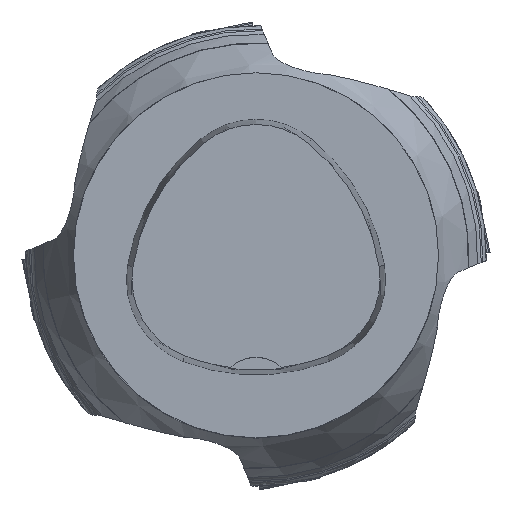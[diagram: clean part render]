
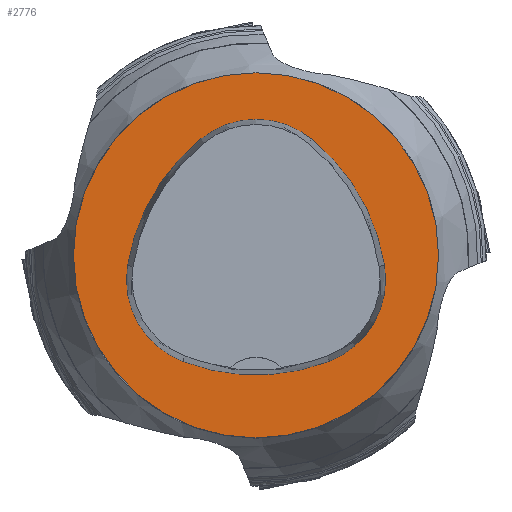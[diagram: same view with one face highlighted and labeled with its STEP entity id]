
A CAD part, top view. The second image highlights one B-rep face of the part: STEP entity #2776.
In plain terms, the highlighted planar face has unit normal (0, 0, 1).
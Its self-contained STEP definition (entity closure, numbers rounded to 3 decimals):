
#1285=FACE_BOUND('',#6690,.T.);
#1286=FACE_BOUND('',#6691,.T.);
#2776=ADVANCED_FACE('',(#1285,#1286),#4221,.T.);
#4221=PLANE('',#30022);
#6690=EDGE_LOOP('',(#12809,#12810,#12811,#12812,#12813,#12814));
#6691=EDGE_LOOP('',(#12815));
#9606=CIRCLE('',#29999,28.);
#9607=CIRCLE('',#30001,12.);
#9608=CIRCLE('',#30003,28.);
#9609=CIRCLE('',#30005,12.);
#9610=CIRCLE('',#30007,28.);
#9611=CIRCLE('',#30009,12.);
#9612=CIRCLE('',#30021,25.);
#12809=ORIENTED_EDGE('',*,*,#23247,.T.);
#12810=ORIENTED_EDGE('',*,*,#23245,.T.);
#12811=ORIENTED_EDGE('',*,*,#23243,.T.);
#12812=ORIENTED_EDGE('',*,*,#23241,.T.);
#12813=ORIENTED_EDGE('',*,*,#23239,.T.);
#12814=ORIENTED_EDGE('',*,*,#23237,.T.);
#12815=ORIENTED_EDGE('',*,*,#23260,.F.);
#20161=VERTEX_POINT('',#46998);
#20162=VERTEX_POINT('',#47000);
#20163=VERTEX_POINT('',#47004);
#20164=VERTEX_POINT('',#47008);
#20165=VERTEX_POINT('',#47012);
#20166=VERTEX_POINT('',#47016);
#20175=VERTEX_POINT('',#47048);
#23237=EDGE_CURVE('',#20162,#20161,#9606,.T.);
#23239=EDGE_CURVE('',#20163,#20162,#9607,.T.);
#23241=EDGE_CURVE('',#20164,#20163,#9608,.T.);
#23243=EDGE_CURVE('',#20165,#20164,#9609,.T.);
#23245=EDGE_CURVE('',#20166,#20165,#9610,.T.);
#23247=EDGE_CURVE('',#20161,#20166,#9611,.T.);
#23260=EDGE_CURVE('',#20175,#20175,#9612,.T.);
#29999=AXIS2_PLACEMENT_3D('',#46999,#34405,#34406);
#30001=AXIS2_PLACEMENT_3D('',#47003,#34410,#34411);
#30003=AXIS2_PLACEMENT_3D('',#47007,#34415,#34416);
#30005=AXIS2_PLACEMENT_3D('',#47011,#34420,#34421);
#30007=AXIS2_PLACEMENT_3D('',#47015,#34425,#34426);
#30009=AXIS2_PLACEMENT_3D('',#47019,#34430,#34431);
#30021=AXIS2_PLACEMENT_3D('',#47047,#34462,#34463);
#30022=AXIS2_PLACEMENT_3D('',#47049,#34464,#34465);
#34405=DIRECTION('',(0.,0.,-1.));
#34406=DIRECTION('',(-1.,0.,0.));
#34410=DIRECTION('',(0.,0.,-1.));
#34411=DIRECTION('',(-1.,0.,0.));
#34415=DIRECTION('',(0.,0.,-1.));
#34416=DIRECTION('',(-1.,0.,0.));
#34420=DIRECTION('',(0.,0.,-1.));
#34421=DIRECTION('',(-1.,0.,0.));
#34425=DIRECTION('',(0.,0.,-1.));
#34426=DIRECTION('',(-1.,0.,0.));
#34430=DIRECTION('',(0.,0.,-1.));
#34431=DIRECTION('',(-1.,0.,0.));
#34462=DIRECTION('',(0.,0.,-1.));
#34463=DIRECTION('',(-1.,0.,0.));
#34464=DIRECTION('',(0.,0.,1.));
#34465=DIRECTION('',(1.,0.,0.));
#46998=CARTESIAN_POINT('',(-10.025,-14.516,0.));
#46999=CARTESIAN_POINT('',(-0.01,11.631,0.));
#47000=CARTESIAN_POINT('',(10.05,-14.499,0.));
#47003=CARTESIAN_POINT('',(5.739,-3.3,0.));
#47004=CARTESIAN_POINT('',(17.59,-1.418,0.));
#47007=CARTESIAN_POINT('',(-10.063,-5.81,0.));
#47008=CARTESIAN_POINT('',(7.567,15.942,0.));
#47011=CARTESIAN_POINT('',(0.011,6.62,0.));
#47012=CARTESIAN_POINT('',(-7.531,15.953,0.));
#47015=CARTESIAN_POINT('',(10.068,-5.824,0.));
#47016=CARTESIAN_POINT('',(-17.584,-1.424,0.));
#47019=CARTESIAN_POINT('',(-5.733,-3.31,0.));
#47047=CARTESIAN_POINT('',(0.,0.,0.));
#47048=CARTESIAN_POINT('',(-25.,0.,0.));
#47049=CARTESIAN_POINT('',(0.,0.,0.));
